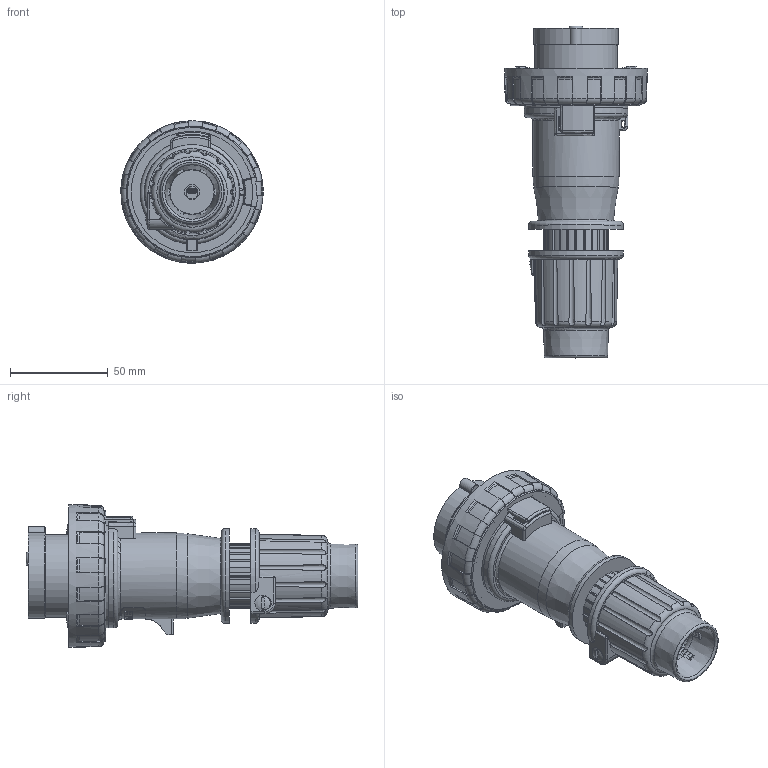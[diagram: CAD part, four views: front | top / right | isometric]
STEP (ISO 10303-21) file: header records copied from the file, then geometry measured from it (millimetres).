
FILE_DESCRIPTION(/* description */ (''),/* implementation_level */ '2;1');
FILE_NAME(/* name */ '4003546.stp',/* time_stamp */ '2019-03-01T11:05:06+01:00',/* author */ (''),/* organization */ (''),/* preprocessor_version */ 'ST-DEVELOPER v16.7',/* originating_system */ 'SIEMENS PLM Software NX 12.0',/* authorisation */ '');
FILE_SCHEMA (('AUTOMOTIVE_DESIGN { 1 0 10303 214 3 1 1 1 }'));
Products named in the file (1): bsom23CC53FBoz99
Bounding box: 72.71 x 169.6 x 72.78 mm (x, y, z)
Volume: 115053.6 mm3; surface area: 100919.8 mm2
Topology: 14 solids, 14 shells, 1346 faces, 3661 edges, 2376 vertices
Faces by surface type: plane 540, cylinder 374, torus 170, cone 154, bspline 92, sphere 16
Full cylindrical faces by diameter (mm): 1.5 x1, 1.8 x2, 2 x1, 2.4 x1, 2.7 x2, 2.8 x3, 3 x1, 3.5 x3, 3.6 x2, 3.7 x1, 4 x1, 4.4 x2, 4.5 x1, 5 x2, 5.3 x2, 5.8 x1, 6 x1, 6.9 x1, 7 x3, 7.3 x3, 7.9 x1, 7.938 x1, 8 x1, 8.3 x1, 10 x2, 11 x1, 11.098 x1, 11.102 x1, 14.298 x1, 14.302 x1
Entity records: 50634 total; most frequent: CARTESIAN_POINT 17978, ORIENTED_EDGE 6908, DIRECTION 6610, EDGE_CURVE 3454, AXIS2_PLACEMENT_3D 2574, VERTEX_POINT 2307, EDGE_LOOP 1562, LINE 1462
